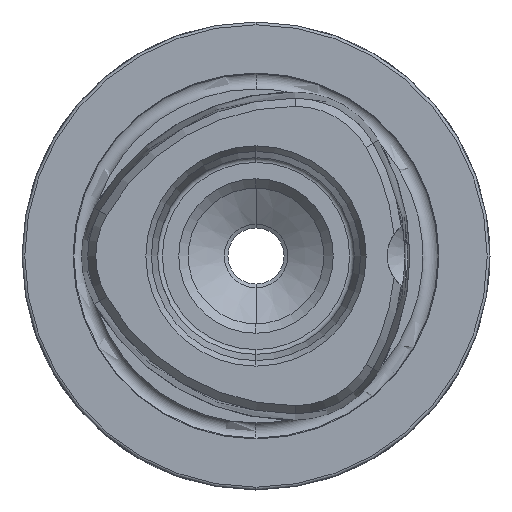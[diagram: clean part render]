
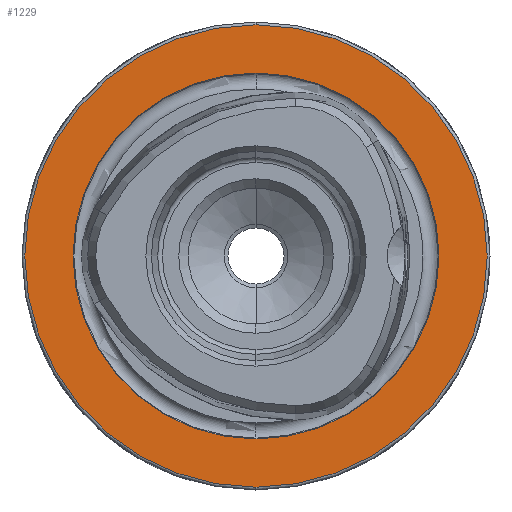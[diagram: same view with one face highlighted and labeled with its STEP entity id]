
A CAD part, left-side view. The second image highlights one B-rep face of the part: STEP entity #1229.
In plain terms, the highlighted planar face has unit normal (-1, 0, 0).
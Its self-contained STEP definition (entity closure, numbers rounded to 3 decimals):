
#624 = EDGE_CURVE ( 'NONE', #2716, #2717, #6460, .T. ) ;
#628 = EDGE_CURVE ( 'NONE', #2719, #2720, #6467, .T. ) ;
#1016 = EDGE_CURVE ( 'NONE', #2720, #2719, #7776, .T. ) ;
#1017 = EDGE_CURVE ( 'NONE', #2717, #2716, #7777, .T. ) ;
#1229 = ADVANCED_FACE ( 'NONE', ( #9226, #9225 ), #9672, .F. ) ;
#1605 = AXIS2_PLACEMENT_3D ( 'NONE', #6188, #6189, #6190 ) ;
#1608 = AXIS2_PLACEMENT_3D ( 'NONE', #6199, #6200, #6201 ) ;
#1739 = AXIS2_PLACEMENT_3D ( 'NONE', #8740, #8741, #8742 ) ;
#1740 = AXIS2_PLACEMENT_3D ( 'NONE', #8745, #8746, #8747 ) ;
#1906 = AXIS2_PLACEMENT_3D ( 'NONE', #9670, #9669, #9674 ) ;
#2417 = EDGE_LOOP ( 'NONE', ( #3450, #3451 ) ) ;
#2423 = EDGE_LOOP ( 'NONE', ( #3448, #3449 ) ) ;
#2716 = VERTEX_POINT ( 'NONE', #10857 ) ;
#2717 = VERTEX_POINT ( 'NONE', #10858 ) ;
#2719 = VERTEX_POINT ( 'NONE', #10860 ) ;
#2720 = VERTEX_POINT ( 'NONE', #10861 ) ;
#3448 = ORIENTED_EDGE ( 'NONE', *, *, #1017, .F. ) ;
#3449 = ORIENTED_EDGE ( 'NONE', *, *, #624, .F. ) ;
#3450 = ORIENTED_EDGE ( 'NONE', *, *, #628, .T. ) ;
#3451 = ORIENTED_EDGE ( 'NONE', *, *, #1016, .T. ) ;
#6188 = CARTESIAN_POINT ( 'NONE',  ( 0., 0., 0. ) ) ;
#6189 = DIRECTION ( 'NONE',  ( -1., 0., 0. ) ) ;
#6190 = DIRECTION ( 'NONE',  ( 0., 0., 1. ) ) ;
#6199 = CARTESIAN_POINT ( 'NONE',  ( 0., 0., 0. ) ) ;
#6200 = DIRECTION ( 'NONE',  ( -1., 0., 0. ) ) ;
#6201 = DIRECTION ( 'NONE',  ( 0., 0., 1. ) ) ;
#6460 = CIRCLE ( 'NONE', #1605, 19.55 ) ;
#6467 = CIRCLE ( 'NONE', #1608, 24.7 ) ;
#7776 = CIRCLE ( 'NONE', #1739, 24.7 ) ;
#7777 = CIRCLE ( 'NONE', #1740, 19.55 ) ;
#8740 = CARTESIAN_POINT ( 'NONE',  ( 0., 0., 0. ) ) ;
#8741 = DIRECTION ( 'NONE',  ( -1., 0., 0. ) ) ;
#8742 = DIRECTION ( 'NONE',  ( 0., 0., 1. ) ) ;
#8745 = CARTESIAN_POINT ( 'NONE',  ( 0., 0., 0. ) ) ;
#8746 = DIRECTION ( 'NONE',  ( -1., 0., 0. ) ) ;
#8747 = DIRECTION ( 'NONE',  ( 0., 0., 1. ) ) ;
#9225 = FACE_OUTER_BOUND ( 'NONE', #2417, .T. ) ;
#9226 = FACE_BOUND ( 'NONE', #2423, .T. ) ;
#9669 = DIRECTION ( 'NONE',  ( 1., 0., 0. ) ) ;
#9670 = CARTESIAN_POINT ( 'NONE',  ( 0., 19.55, 0. ) ) ;
#9672 = PLANE ( 'NONE',  #1906 ) ;
#9674 = DIRECTION ( 'NONE',  ( 0., 0., -1. ) ) ;
#10857 = CARTESIAN_POINT ( 'NONE',  ( 0., 0., -19.55 ) ) ;
#10858 = CARTESIAN_POINT ( 'NONE',  ( 0., 0., 19.55 ) ) ;
#10860 = CARTESIAN_POINT ( 'NONE',  ( 0., 0., 24.7 ) ) ;
#10861 = CARTESIAN_POINT ( 'NONE',  ( 0., 0., -24.7 ) ) ;
